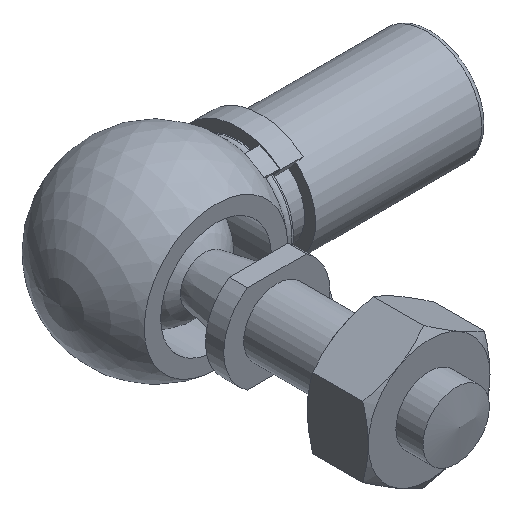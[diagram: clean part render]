
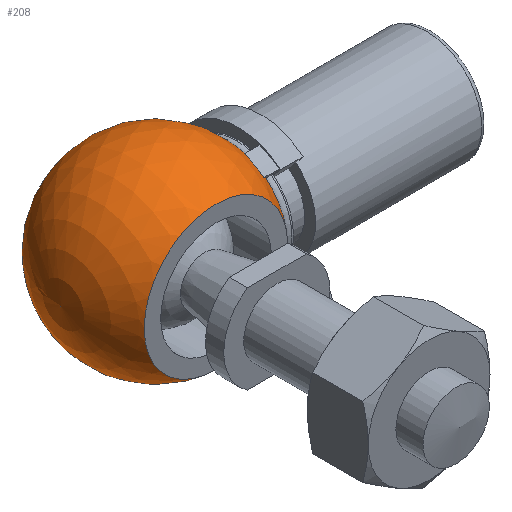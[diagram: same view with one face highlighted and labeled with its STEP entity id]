
A CAD part, isometric view. The second image highlights one B-rep face of the part: STEP entity #208.
In plain terms, the highlighted spherical face has radius 8.5 mm.
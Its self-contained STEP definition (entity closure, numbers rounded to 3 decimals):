
#208 = ADVANCED_FACE( '', ( #432, #433, #434 ), #435, .T. );
#432 = FACE_BOUND( '', #654, .T. );
#433 = FACE_OUTER_BOUND( '', #655, .T. );
#434 = FACE_BOUND( '', #656, .T. );
#435 = SPHERICAL_SURFACE( '', #657, 8.5 );
#654 = VERTEX_LOOP( '', #1166 );
#655 = EDGE_LOOP( '', ( #1167, #1168, #1169, #1170 ) );
#656 = EDGE_LOOP( '', ( #1171 ) );
#657 = AXIS2_PLACEMENT_3D( '', #1172, #1173, #1174 );
#1166 = VERTEX_POINT( '', #1399 );
#1167 = ORIENTED_EDGE( '', *, *, #1313, .F. );
#1168 = ORIENTED_EDGE( '', *, *, #1227, .F. );
#1169 = ORIENTED_EDGE( '', *, *, #1377, .F. );
#1170 = ORIENTED_EDGE( '', *, *, #1388, .F. );
#1171 = ORIENTED_EDGE( '', *, *, #1296, .T. );
#1172 = CARTESIAN_POINT( '', ( 0., 0., 0. ) );
#1173 = DIRECTION( '', ( 1., 0., 0. ) );
#1174 = DIRECTION( '', ( 0., 1., 0. ) );
#1227 = EDGE_CURVE( '', #1451, #1453, #1454, .T. );
#1296 = EDGE_CURVE( '', #1562, #1562, #1563, .F. );
#1313 = EDGE_CURVE( '', #1453, #1585, #1586, .F. );
#1377 = EDGE_CURVE( '', #1666, #1451, #1668, .F. );
#1388 = EDGE_CURVE( '', #1585, #1666, #1679, .F. );
#1399 = CARTESIAN_POINT( '', ( -8.5, 0., 0. ) );
#1451 = VERTEX_POINT( '', #1762 );
#1453 = VERTEX_POINT( '', #1764 );
#1454 = CIRCLE( '', #1765, 5.368 );
#1562 = VERTEX_POINT( '', #1942 );
#1563 = CIRCLE( '', #1943, 6.481 );
#1585 = VERTEX_POINT( '', #1993 );
#1586 = CIRCLE( '', #1994, 8.261 );
#1666 = VERTEX_POINT( '', #2134 );
#1668 = CIRCLE( '', #2137, 8.5 );
#1679 = CIRCLE( '', #2153, 5.9 );
#1762 = CARTESIAN_POINT( '', ( 6.59, -3.378, 4.172 ) );
#1764 = CARTESIAN_POINT( '', ( 6.59, -1.581, 5.13 ) );
#1765 = AXIS2_PLACEMENT_3D( '', #2208, #2209, #2210 );
#1942 = CARTESIAN_POINT( '', ( 0., -5.5, -6.481 ) );
#1943 = AXIS2_PLACEMENT_3D( '', #2310, #2311, #2312 );
#1993 = CARTESIAN_POINT( '', ( 6.119, -1.939, 5.572 ) );
#1994 = AXIS2_PLACEMENT_3D( '', #2323, #2324, #2325 );
#2134 = CARTESIAN_POINT( '', ( 6.119, -3.713, 4.585 ) );
#2137 = AXIS2_PLACEMENT_3D( '', #2389, #2390, #2391 );
#2153 = AXIS2_PLACEMENT_3D( '', #2397, #2398, #2399 );
#2208 = CARTESIAN_POINT( '', ( 6.59, 0., 0. ) );
#2209 = DIRECTION( '', ( 1., 0., 0. ) );
#2210 = DIRECTION( '', ( 0., 0., -1. ) );
#2310 = CARTESIAN_POINT( '', ( 0., -5.5, 0. ) );
#2311 = DIRECTION( '', ( 0., -1., 0. ) );
#2312 = DIRECTION( '', ( 0., 0., -1. ) );
#2323 = CARTESIAN_POINT( '', ( 0., 1.554, 1.259 ) );
#2324 = DIRECTION( '', ( 0., 0.777, 0.629 ) );
#2325 = DIRECTION( '', ( 0., -0.629, 0.777 ) );
#2389 = CARTESIAN_POINT( '', ( 0., 0., 0. ) );
#2390 = DIRECTION( '', ( 0., -0.777, -0.629 ) );
#2391 = DIRECTION( '', ( 0., 0.629, -0.777 ) );
#2397 = CARTESIAN_POINT( '', ( 6.119, 0., 0. ) );
#2398 = DIRECTION( '', ( -1., 0., 0. ) );
#2399 = DIRECTION( '', ( 0., 0., 1. ) );
